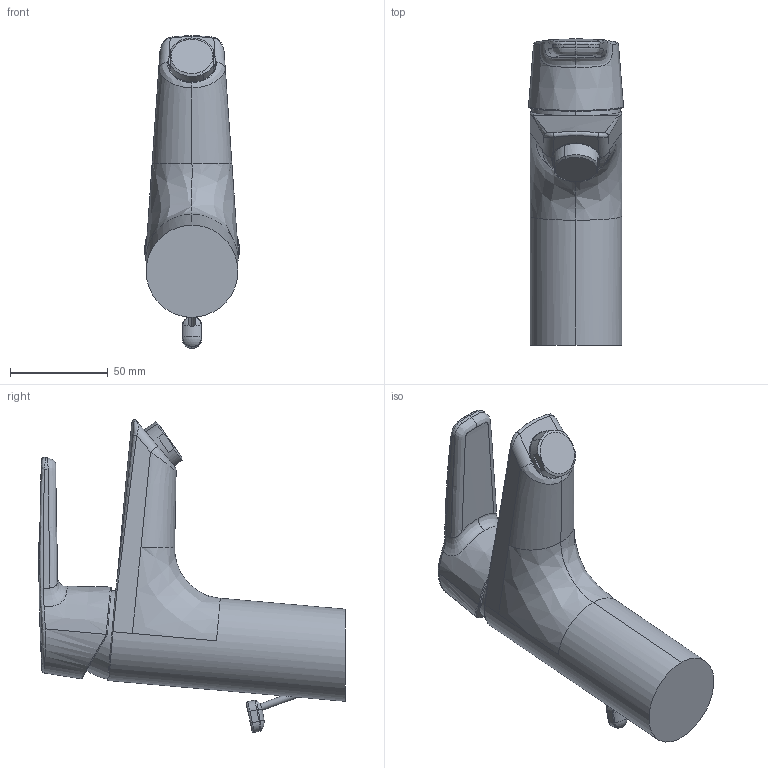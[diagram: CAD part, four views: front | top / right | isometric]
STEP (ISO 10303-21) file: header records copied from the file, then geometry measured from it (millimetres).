
FILE_DESCRIPTION (( 'STEP AP203' ), '1' );
FILE_NAME ('3914F(2016)+51502293+5150229300676.STEP', '2019-03-18T12:23:13', ( '' ), ( '' ), 'SwSTEP 2.0', 'SolidWorks 2016', '' );
FILE_SCHEMA (( 'CONFIG_CONTROL_DESIGN' ));
Length unit declared in the file: millimetre
Products named in the file (1): 3914F(2016)+51502293+5150229300676
Bounding box: 48.62 x 157 x 160.27 mm (x, y, z)
Volume: 366925.4 mm3; surface area: 41045 mm2
Topology: 1 solids, 1 shells, 96 faces, 260 edges, 167 vertices
Faces by surface type: bspline 55, cylinder 18, plane 14, torus 4, cone 3, sphere 2
Entity records: 15667 total; most frequent: CARTESIAN_POINT 13658, ORIENTED_EDGE 518, EDGE_CURVE 259, DIRECTION 233, VERTEX_POINT 167, B_SPLINE_CURVE_WITH_KNOTS 158, EDGE_LOOP 98, ADVANCED_FACE 96
